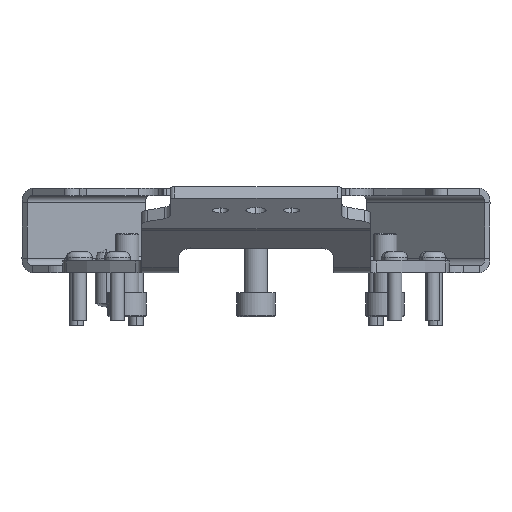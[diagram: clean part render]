
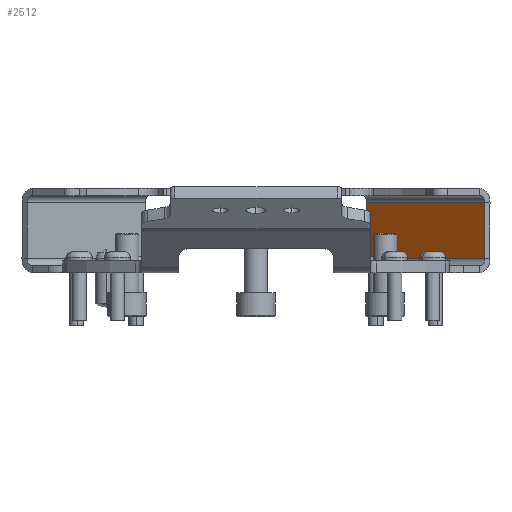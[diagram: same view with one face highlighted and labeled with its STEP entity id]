
A CAD part, left-side view. The second image highlights one B-rep face of the part: STEP entity #2512.
In plain terms, the highlighted planar face has unit normal (-0.707, 0.707, 0).
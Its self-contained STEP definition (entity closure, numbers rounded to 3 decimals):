
#239 = VECTOR ( 'NONE', #2377, 1000. ) ;
#347 = EDGE_CURVE ( 'NONE', #2035, #1163, #3741, .T. ) ;
#465 = DIRECTION ( 'NONE',  ( 0., 0., -1. ) ) ;
#624 = CARTESIAN_POINT ( 'NONE',  ( -2737.978, 3205.437, 782.421 ) ) ;
#931 = ORIENTED_EDGE ( 'NONE', *, *, #6659, .F. ) ;
#970 = DIRECTION ( 'NONE',  ( 0., 0., -1. ) ) ;
#1163 = VERTEX_POINT ( 'NONE', #7414 ) ;
#1280 = CARTESIAN_POINT ( 'NONE',  ( -2688.48, 3254.934, 782.421 ) ) ;
#2035 = VERTEX_POINT ( 'NONE', #1280 ) ;
#2377 = DIRECTION ( 'NONE',  ( 0.707, 0.707, 0. ) ) ;
#2461 = EDGE_CURVE ( 'NONE', #7920, #2035, #6055, .T. ) ;
#2512 = ADVANCED_FACE ( 'NONE', ( #3573 ), #2606, .F. ) ;
#2606 = PLANE ( 'NONE',  #4667 ) ;
#2677 = CARTESIAN_POINT ( 'NONE',  ( -2737.978, 3205.437, 782.421 ) ) ;
#2758 = CARTESIAN_POINT ( 'NONE',  ( -2737.978, 3205.437, 759.021 ) ) ;
#3429 = ORIENTED_EDGE ( 'NONE', *, *, #3684, .F. ) ;
#3523 = DIRECTION ( 'NONE',  ( 0.707, 0.707, 0. ) ) ;
#3573 = FACE_OUTER_BOUND ( 'NONE', #8631, .T. ) ;
#3684 = EDGE_CURVE ( 'NONE', #7920, #7293, #5904, .T. ) ;
#3688 = ORIENTED_EDGE ( 'NONE', *, *, #2461, .T. ) ;
#3741 = LINE ( 'NONE', #8185, #9527 ) ;
#4667 = AXIS2_PLACEMENT_3D ( 'NONE', #4972, #6441, #7225 ) ;
#4684 = LINE ( 'NONE', #2758, #4931 ) ;
#4931 = VECTOR ( 'NONE', #3523, 1000. ) ;
#4972 = CARTESIAN_POINT ( 'NONE',  ( -2737.978, 3205.437, 788.421 ) ) ;
#5904 = LINE ( 'NONE', #8436, #9216 ) ;
#6055 = LINE ( 'NONE', #2677, #239 ) ;
#6441 = DIRECTION ( 'NONE',  ( 0.707, -0.707, 0. ) ) ;
#6659 = EDGE_CURVE ( 'NONE', #7293, #1163, #4684, .T. ) ;
#7225 = DIRECTION ( 'NONE',  ( 0., 0., 1. ) ) ;
#7293 = VERTEX_POINT ( 'NONE', #8887 ) ;
#7414 = CARTESIAN_POINT ( 'NONE',  ( -2688.48, 3254.934, 759.021 ) ) ;
#7863 = ORIENTED_EDGE ( 'NONE', *, *, #347, .T. ) ;
#7920 = VERTEX_POINT ( 'NONE', #624 ) ;
#8185 = CARTESIAN_POINT ( 'NONE',  ( -2688.48, 3254.934, 788.421 ) ) ;
#8436 = CARTESIAN_POINT ( 'NONE',  ( -2737.978, 3205.437, 788.421 ) ) ;
#8631 = EDGE_LOOP ( 'NONE', ( #7863, #931, #3429, #3688 ) ) ;
#8887 = CARTESIAN_POINT ( 'NONE',  ( -2737.978, 3205.437, 759.021 ) ) ;
#9216 = VECTOR ( 'NONE', #970, 1000. ) ;
#9527 = VECTOR ( 'NONE', #465, 1000. ) ;
